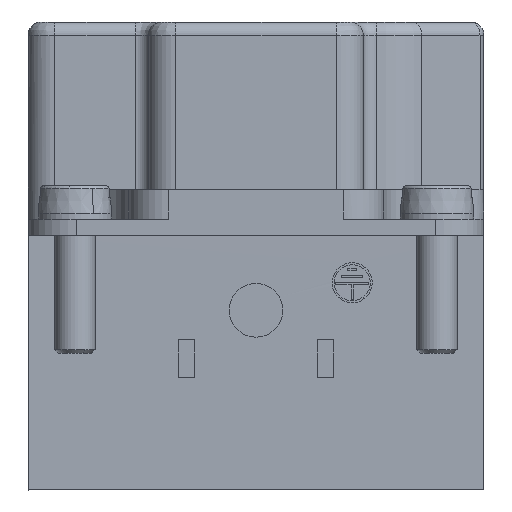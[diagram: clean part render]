
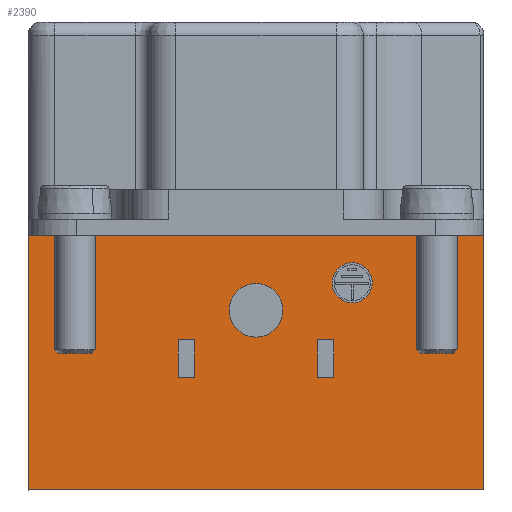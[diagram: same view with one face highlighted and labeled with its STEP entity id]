
A CAD part, front view. The second image highlights one B-rep face of the part: STEP entity #2390.
In plain terms, the highlighted planar face has unit normal (0, -1, 0).
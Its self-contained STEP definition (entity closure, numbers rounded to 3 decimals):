
#2121=CIRCLE('',#19837,2.);
#2390=ADVANCED_FACE('F1',(#4180,#4181,#4182,#4183,#4184),#3401,.F.);
#3401=PLANE('',#19838);
#4180=FACE_BOUND('',#4350,.T.);
#4181=FACE_BOUND('',#4351,.T.);
#4182=FACE_BOUND('',#4352,.T.);
#4183=FACE_BOUND('',#4353,.T.);
#4184=FACE_BOUND('',#4354,.T.);
#4350=EDGE_LOOP('',(#6213));
#4351=EDGE_LOOP('',(#6214,#6215,#6216,#6217));
#4352=EDGE_LOOP('',(#6218,#6219,#6220,#6221));
#4353=EDGE_LOOP('',(#6222,#6223,#6224,#6225));
#4354=EDGE_LOOP('',(#6226));
#5488=B_SPLINE_CURVE_WITH_KNOTS('',3,(#27123,#27124,#27125,#27126,#27127,
#27128,#27129,#27130,#27131,#27132,#27133,#27134,#27135),.UNSPECIFIED.,
 .T.,.F.,(1,3,3,3,3,3,1),(-0.25,0.,0.25,0.5,0.75,1.,1.25),.UNSPECIFIED.);
#6213=ORIENTED_EDGE('',*,*,#13402,.T.);
#6214=ORIENTED_EDGE('',*,*,#13403,.F.);
#6215=ORIENTED_EDGE('',*,*,#13404,.F.);
#6216=ORIENTED_EDGE('',*,*,#13405,.F.);
#6217=ORIENTED_EDGE('',*,*,#13248,.F.);
#6218=ORIENTED_EDGE('',*,*,#13406,.T.);
#6219=ORIENTED_EDGE('',*,*,#13407,.T.);
#6220=ORIENTED_EDGE('',*,*,#13408,.T.);
#6221=ORIENTED_EDGE('',*,*,#13409,.T.);
#6222=ORIENTED_EDGE('',*,*,#13410,.F.);
#6223=ORIENTED_EDGE('',*,*,#13411,.F.);
#6224=ORIENTED_EDGE('',*,*,#13412,.F.);
#6225=ORIENTED_EDGE('',*,*,#13413,.F.);
#6226=ORIENTED_EDGE('',*,*,#13414,.F.);
#11452=VERTEX_POINT('',#26043);
#11453=VERTEX_POINT('',#26045);
#11605=VERTEX_POINT('',#27101);
#11606=VERTEX_POINT('',#27103);
#11607=VERTEX_POINT('',#27105);
#11608=VERTEX_POINT('',#27108);
#11609=VERTEX_POINT('',#27109);
#11610=VERTEX_POINT('',#27111);
#11611=VERTEX_POINT('',#27113);
#11612=VERTEX_POINT('',#27116);
#11613=VERTEX_POINT('',#27117);
#11614=VERTEX_POINT('',#27119);
#11615=VERTEX_POINT('',#27121);
#11616=VERTEX_POINT('',#27136);
#13248=EDGE_CURVE('',#11452,#11453,#15927,.T.);
#13402=EDGE_CURVE('',#11605,#11605,#2121,.T.);
#13403=EDGE_CURVE('',#11606,#11452,#16049,.T.);
#13404=EDGE_CURVE('',#11607,#11606,#16050,.T.);
#13405=EDGE_CURVE('',#11453,#11607,#16051,.T.);
#13406=EDGE_CURVE('',#11608,#11609,#16052,.T.);
#13407=EDGE_CURVE('',#11609,#11610,#16053,.T.);
#13408=EDGE_CURVE('',#11610,#11611,#16054,.T.);
#13409=EDGE_CURVE('',#11611,#11608,#16055,.T.);
#13410=EDGE_CURVE('',#11612,#11613,#16056,.T.);
#13411=EDGE_CURVE('',#11614,#11612,#16057,.T.);
#13412=EDGE_CURVE('',#11615,#11614,#16058,.T.);
#13413=EDGE_CURVE('',#11613,#11615,#16059,.T.);
#13414=EDGE_CURVE('',#11616,#11616,#5488,.T.);
#15927=LINE('',#26044,#17864);
#16049=LINE('',#27102,#17986);
#16050=LINE('',#27104,#17987);
#16051=LINE('',#27106,#17988);
#16052=LINE('',#27107,#17989);
#16053=LINE('',#27110,#17990);
#16054=LINE('',#27112,#17991);
#16055=LINE('',#27114,#17992);
#16056=LINE('',#27115,#17993);
#16057=LINE('',#27118,#17994);
#16058=LINE('',#27120,#17995);
#16059=LINE('',#27122,#17996);
#17864=VECTOR('',#21076,1.);
#17986=VECTOR('',#21208,1.);
#17987=VECTOR('',#21209,1.);
#17988=VECTOR('',#21210,1.);
#17989=VECTOR('',#21211,1.);
#17990=VECTOR('',#21212,1.);
#17991=VECTOR('',#21213,1.);
#17992=VECTOR('',#21214,1.);
#17993=VECTOR('',#21215,1.);
#17994=VECTOR('',#21216,1.);
#17995=VECTOR('',#21217,1.);
#17996=VECTOR('',#21218,1.);
#19837=AXIS2_PLACEMENT_3D('',#27100,#21206,#21207);
#19838=AXIS2_PLACEMENT_3D('',#27137,#21219,#21220);
#21076=DIRECTION('',(0.,0.,-1.));
#21206=DIRECTION('',(0.,1.,0.));
#21207=DIRECTION('',(0.,0.,1.));
#21208=DIRECTION('',(1.,0.,0.));
#21209=DIRECTION('',(0.,0.,1.));
#21210=DIRECTION('',(-1.,0.,0.));
#21211=DIRECTION('',(1.,0.,0.));
#21212=DIRECTION('',(0.,0.,-1.));
#21213=DIRECTION('',(-1.,0.,0.));
#21214=DIRECTION('',(0.,0.,1.));
#21215=DIRECTION('',(0.,0.,-1.));
#21216=DIRECTION('',(-1.,0.,0.));
#21217=DIRECTION('',(0.,0.,1.));
#21218=DIRECTION('',(1.,0.,0.));
#21219=DIRECTION('',(0.,1.,0.));
#21220=DIRECTION('',(1.,0.,0.));
#26043=CARTESIAN_POINT('',(17.,-46.3,19.));
#26044=CARTESIAN_POINT('',(17.,-46.3,20.2));
#26045=CARTESIAN_POINT('',(17.,-46.3,0.));
#27100=CARTESIAN_POINT('',(0.,-46.3,13.4));
#27101=CARTESIAN_POINT('',(0.,-46.3,15.4));
#27102=CARTESIAN_POINT('',(-16.,-46.3,19.));
#27103=CARTESIAN_POINT('',(-17.,-46.3,19.));
#27104=CARTESIAN_POINT('',(-17.,-46.3,20.2));
#27105=CARTESIAN_POINT('',(-17.,-46.3,0.));
#27106=CARTESIAN_POINT('',(-16.,-46.3,0.));
#27107=CARTESIAN_POINT('',(-16.,-46.3,11.2));
#27108=CARTESIAN_POINT('',(-5.8,-46.3,11.2));
#27109=CARTESIAN_POINT('',(-4.6,-46.3,11.2));
#27110=CARTESIAN_POINT('',(-4.6,-46.3,20.2));
#27111=CARTESIAN_POINT('',(-4.6,-46.3,8.4));
#27112=CARTESIAN_POINT('',(-16.,-46.3,8.4));
#27113=CARTESIAN_POINT('',(-5.8,-46.3,8.4));
#27114=CARTESIAN_POINT('',(-5.8,-46.3,20.2));
#27115=CARTESIAN_POINT('',(4.6,-46.3,20.2));
#27116=CARTESIAN_POINT('',(4.6,-46.3,11.2));
#27117=CARTESIAN_POINT('',(4.6,-46.3,8.4));
#27118=CARTESIAN_POINT('',(-16.,-46.3,11.2));
#27119=CARTESIAN_POINT('',(5.8,-46.3,11.2));
#27120=CARTESIAN_POINT('',(5.8,-46.3,20.2));
#27121=CARTESIAN_POINT('',(5.8,-46.3,8.4));
#27122=CARTESIAN_POINT('',(-16.,-46.3,8.4));
#27123=CARTESIAN_POINT('',(5.675,-46.305,15.45));
#27124=CARTESIAN_POINT('',(5.675,-46.305,14.655));
#27125=CARTESIAN_POINT('',(6.381,-46.305,13.95));
#27126=CARTESIAN_POINT('',(7.175,-46.305,13.95));
#27127=CARTESIAN_POINT('',(7.969,-46.305,13.95));
#27128=CARTESIAN_POINT('',(8.675,-46.305,14.656));
#27129=CARTESIAN_POINT('',(8.675,-46.305,15.45));
#27130=CARTESIAN_POINT('',(8.675,-46.305,16.244));
#27131=CARTESIAN_POINT('',(7.969,-46.305,16.95));
#27132=CARTESIAN_POINT('',(7.175,-46.305,16.95));
#27133=CARTESIAN_POINT('',(6.381,-46.305,16.95));
#27134=CARTESIAN_POINT('',(5.675,-46.305,16.247));
#27135=CARTESIAN_POINT('',(5.675,-46.305,15.45));
#27136=CARTESIAN_POINT('',(5.675,-46.302,15.45));
#27137=CARTESIAN_POINT('',(-16.,-46.3,20.2));
